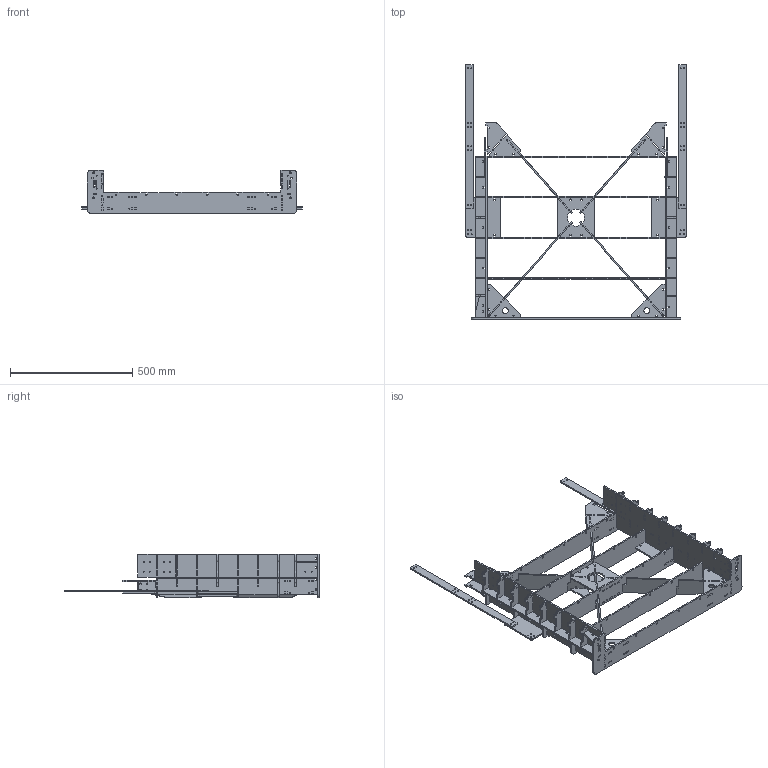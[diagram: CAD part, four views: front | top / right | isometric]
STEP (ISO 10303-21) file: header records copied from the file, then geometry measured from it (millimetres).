
FILE_DESCRIPTION(('STEP AP214'),'1');
FILE_NAME('Q5 Ext.stp','2025-02-18T15:08:01',(' '),(' '),'Spatial InterOp 3D',' ',' ');
FILE_SCHEMA(('AUTOMOTIVE_DESIGN { 1 0 10303 214 1 1 1 1 }'));
Length unit declared in the file: metre
Products named in the file (17): Q5 Ext; RailSide2; Rail Support; BedBrace2; ExtBrace; X harness mount.2; EndCap; BedBrace; BedBrace22; X corner brace.2; Base Support; Base Brace; Base Support2; X corner brace.E; XE Support; belt brace; Harness extension
Assembly tree (38 placements, depth 2):
  Q5 Ext
    RailSide2  x2
    Rail Support  x8
    BedBrace2
    ExtBrace  x2
    X harness mount.2  x2
    EndCap
    BedBrace  x2
    BedBrace22
    X corner brace.2  x4
    Base Support  x2
    Base Brace  x2
    Base Support2  x2
    X corner brace.E  x4
    XE Support  x2
    belt brace
    Harness extension  x2
Bounding box: 902.43 x 1041.88 x 177.08 mm (x, y, z)
Volume: 6092682.8 mm3; surface area: 2347438.4 mm2
Topology: 38 solids, 38 shells, 4071 faces, 12181 edges, 8186 vertices
Faces by surface type: plane 3121, cylinder 942, bspline 8
Entity records: 70661 total; most frequent: CARTESIAN_POINT 12575, ORIENTED_EDGE 12368, DIRECTION 11404, EDGE_CURVE 6184, LINE 5142, VECTOR 5142, VERTEX_POINT 4158, AXIS2_PLACEMENT_3D 3131
